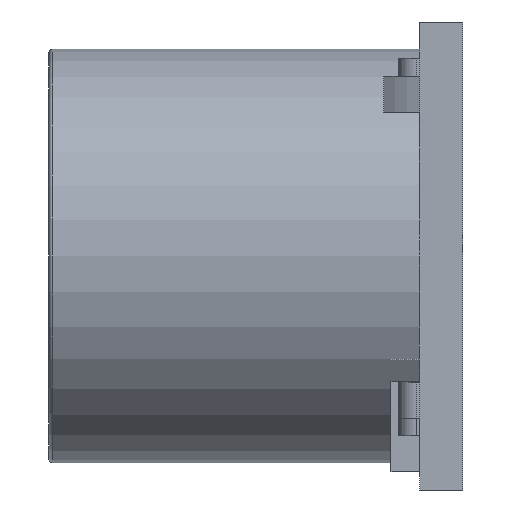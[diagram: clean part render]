
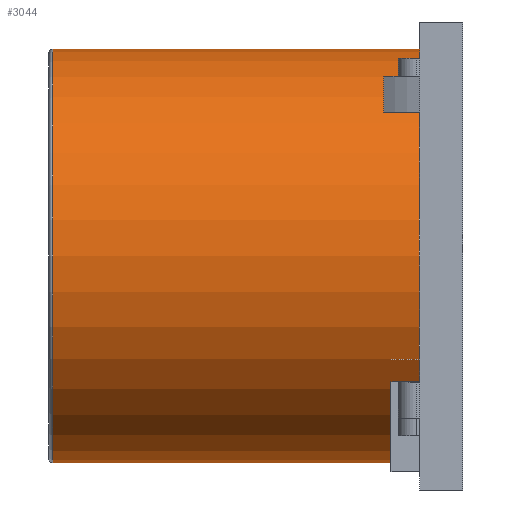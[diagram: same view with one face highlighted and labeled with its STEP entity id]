
A CAD part, left-side view. The second image highlights one B-rep face of the part: STEP entity #3044.
In plain terms, the highlighted cylindrical face has radius 5.75 mm (diameter 11.5 mm), a partial arc.
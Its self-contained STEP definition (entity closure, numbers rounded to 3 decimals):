
#192 = CIRCLE ( 'NONE', #923, 5.75 ) ;
#231 = VERTEX_POINT ( 'NONE', #3749 ) ;
#310 = CIRCLE ( 'NONE', #3189, 5.75 ) ;
#318 = EDGE_CURVE ( 'NONE', #3067, #546, #192, .T. ) ;
#403 = DIRECTION ( 'NONE',  ( 0., 1., 0. ) ) ;
#473 = DIRECTION ( 'NONE',  ( 0., -1., 0. ) ) ;
#546 = VERTEX_POINT ( 'NONE', #1504 ) ;
#556 = CYLINDRICAL_SURFACE ( 'NONE', #2625, 5.75 ) ;
#784 = CARTESIAN_POINT ( 'NONE',  ( 21.5, 11.4, -6.5 ) ) ;
#811 = DIRECTION ( 'NONE',  ( 0., 0., 1. ) ) ;
#923 = AXIS2_PLACEMENT_3D ( 'NONE', #1642, #403, #1004 ) ;
#934 = ORIENTED_EDGE ( 'NONE', *, *, #318, .T. ) ;
#1004 = DIRECTION ( 'NONE',  ( 0., 0., -1. ) ) ;
#1184 = VERTEX_POINT ( 'NONE', #2159 ) ;
#1205 = DIRECTION ( 'NONE',  ( 0., -1., 0. ) ) ;
#1241 = EDGE_CURVE ( 'NONE', #1184, #546, #2781, .T. ) ;
#1280 = ORIENTED_EDGE ( 'NONE', *, *, #3117, .T. ) ;
#1504 = CARTESIAN_POINT ( 'NONE',  ( 21.5, 1.2, -0.75 ) ) ;
#1642 = CARTESIAN_POINT ( 'NONE',  ( 21.5, 1.2, -6.5 ) ) ;
#1706 = VECTOR ( 'NONE', #3365, 1000. ) ;
#1806 = CARTESIAN_POINT ( 'NONE',  ( 21.5, 11.5, -0.75 ) ) ;
#2159 = CARTESIAN_POINT ( 'NONE',  ( 21.5, 11.4, -0.75 ) ) ;
#2192 = ORIENTED_EDGE ( 'NONE', *, *, #2683, .T. ) ;
#2301 = CARTESIAN_POINT ( 'NONE',  ( 21.5, 1.2, -12.25 ) ) ;
#2599 = CARTESIAN_POINT ( 'NONE',  ( 21.5, 11.5, -6.5 ) ) ;
#2625 = AXIS2_PLACEMENT_3D ( 'NONE', #2599, #3839, #3268 ) ;
#2683 = EDGE_CURVE ( 'NONE', #231, #3067, #3449, .T. ) ;
#2781 = LINE ( 'NONE', #1806, #2974 ) ;
#2974 = VECTOR ( 'NONE', #1205, 1000. ) ;
#3012 = EDGE_LOOP ( 'NONE', ( #3552, #1280, #2192, #934 ) ) ;
#3044 = ADVANCED_FACE ( 'NONE', ( #3721 ), #556, .T. ) ;
#3067 = VERTEX_POINT ( 'NONE', #2301 ) ;
#3117 = EDGE_CURVE ( 'NONE', #1184, #231, #310, .T. ) ;
#3189 = AXIS2_PLACEMENT_3D ( 'NONE', #784, #473, #811 ) ;
#3268 = DIRECTION ( 'NONE',  ( 0., 0., -1. ) ) ;
#3365 = DIRECTION ( 'NONE',  ( 0., -1., 0. ) ) ;
#3449 = LINE ( 'NONE', #3608, #1706 ) ;
#3552 = ORIENTED_EDGE ( 'NONE', *, *, #1241, .F. ) ;
#3608 = CARTESIAN_POINT ( 'NONE',  ( 21.5, 11.5, -12.25 ) ) ;
#3721 = FACE_OUTER_BOUND ( 'NONE', #3012, .T. ) ;
#3749 = CARTESIAN_POINT ( 'NONE',  ( 21.5, 11.4, -12.25 ) ) ;
#3839 = DIRECTION ( 'NONE',  ( 0., -1., 0. ) ) ;
